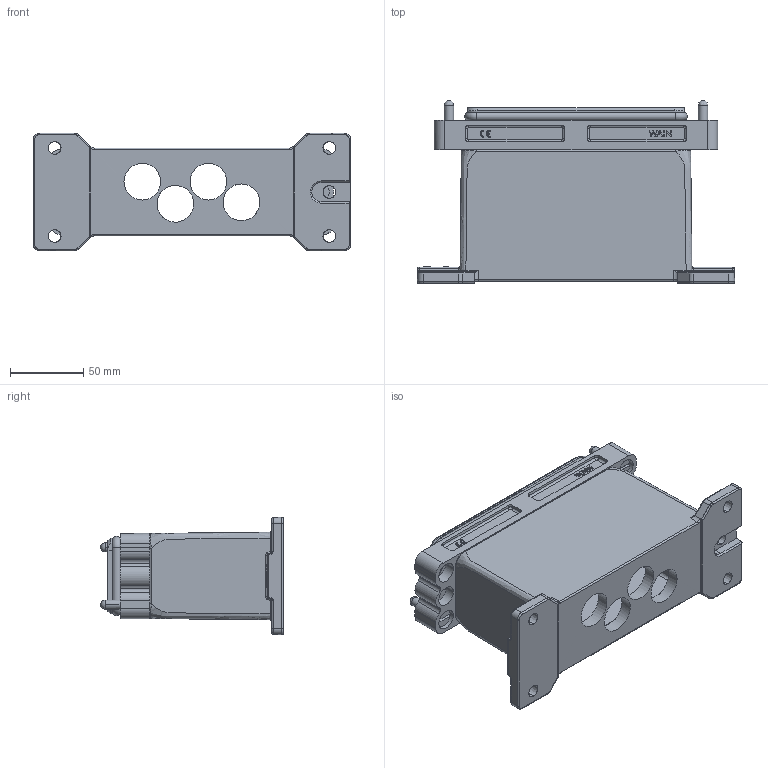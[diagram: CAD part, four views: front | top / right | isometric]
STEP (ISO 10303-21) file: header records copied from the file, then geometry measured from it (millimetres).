
FILE_DESCRIPTION(/* description */ (''),/* implementation_level */ '2;1');
FILE_NAME(/* name */ '3D_1136242305039_HP24B_H-SFH-4H-4M25_V1.1.stp',/* time_stamp */ '2023-12-06T18:37:33+08:00',/* author */ (''),/* organization */ (''),/* preprocessor_version */ 'ST-DEVELOPER v18.1',/* originating_system */ 'SIEMENS PLM Software NX 1980',/* authorisation */ '');
FILE_SCHEMA (('AUTOMOTIVE_DESIGN { 1 0 10303 214 3 1 1 1 }'));
Length unit declared in the file: millimetre
Products named in the file (1): 3D_1136242305006_HP24B_H-SFH_BK-4H-2M32_V1.0_stp
Bounding box: 215.96 x 124.48 x 79.96 mm (x, y, z)
Volume: 516268.1 mm3; surface area: 138365.7 mm2
Topology: 1 solids, 9 shells, 1072 faces, 2986 edges, 1971 vertices
Faces by surface type: plane 477, cylinder 338, cone 107, torus 64, bspline 52, extrusion 24, sphere 10
Full cylindrical faces by diameter (mm): 25 x4
Entity records: 42291 total; most frequent: CARTESIAN_POINT 17921, ORIENTED_EDGE 5916, DIRECTION 3671, EDGE_CURVE 2958, VERTEX_POINT 1963, B_SPLINE_CURVE_WITH_KNOTS 1454, VECTOR 1255, LINE 1231
